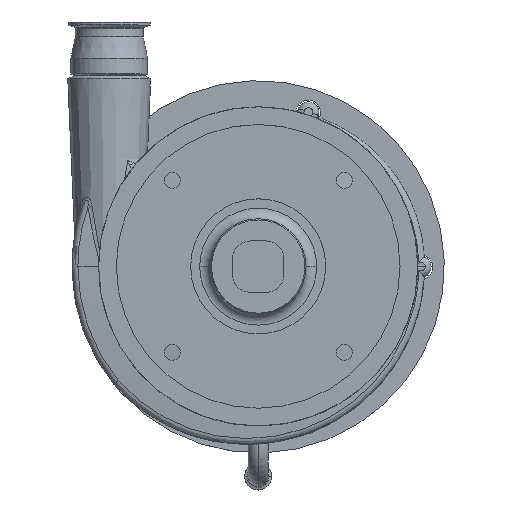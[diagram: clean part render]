
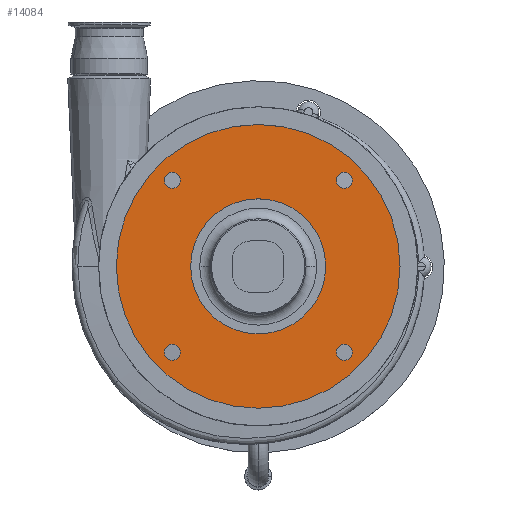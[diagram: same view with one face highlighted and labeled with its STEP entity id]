
A CAD part, top view. The second image highlights one B-rep face of the part: STEP entity #14084.
In plain terms, the highlighted planar face has unit normal (0, 0, 1).
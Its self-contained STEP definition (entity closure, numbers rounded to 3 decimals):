
#16 = CARTESIAN_POINT ( 'NONE',  ( -133.35, 0., 219.5 ) ) ;
#22 = CARTESIAN_POINT ( 'NONE',  ( 80.822, 80.822, 219.5 ) ) ;
#148 = DIRECTION ( 'NONE',  ( 1., 0., 0. ) ) ;
#227 = DIRECTION ( 'NONE',  ( 0., 0., -1. ) ) ;
#330 = DIRECTION ( 'NONE',  ( 0., 0., -1. ) ) ;
#469 = DIRECTION ( 'NONE',  ( 0., 0., -1. ) ) ;
#892 = CARTESIAN_POINT ( 'NONE',  ( -80.822, -80.822, 219.5 ) ) ;
#1183 = AXIS2_PLACEMENT_3D ( 'NONE', #14216, #469, #6891 ) ;
#1265 = DIRECTION ( 'NONE',  ( 0., 0., -1. ) ) ;
#1500 = CIRCLE ( 'NONE', #4958, 7.5 ) ;
#1574 = PLANE ( 'NONE',  #14155 ) ;
#1584 = EDGE_CURVE ( 'NONE', #5136, #5393, #5562, .T. ) ;
#1750 = FACE_BOUND ( 'NONE', #7532, .T. ) ;
#1836 = ORIENTED_EDGE ( 'NONE', *, *, #2755, .T. ) ;
#2021 = DIRECTION ( 'NONE',  ( 1., 0., 0. ) ) ;
#2181 = CARTESIAN_POINT ( 'NONE',  ( -88.322, -80.822, 219.5 ) ) ;
#2237 = ORIENTED_EDGE ( 'NONE', *, *, #11459, .T. ) ;
#2280 = CARTESIAN_POINT ( 'NONE',  ( -80.822, -80.822, 219.5 ) ) ;
#2340 = DIRECTION ( 'NONE',  ( 1., 0., 0. ) ) ;
#2362 = DIRECTION ( 'NONE',  ( 0., 0., -1. ) ) ;
#2755 = EDGE_CURVE ( 'NONE', #4744, #4990, #3200, .T. ) ;
#3089 = FACE_BOUND ( 'NONE', #13054, .T. ) ;
#3153 = EDGE_CURVE ( 'NONE', #6142, #8130, #8748, .T. ) ;
#3200 = CIRCLE ( 'NONE', #9812, 7.5 ) ;
#3242 = EDGE_CURVE ( 'NONE', #8175, #3310, #16397, .T. ) ;
#3310 = VERTEX_POINT ( 'NONE', #6113 ) ;
#3320 = DIRECTION ( 'NONE',  ( 1., 0., 0. ) ) ;
#3351 = DIRECTION ( 'NONE',  ( 0., 0., -1. ) ) ;
#3428 = ORIENTED_EDGE ( 'NONE', *, *, #4460, .T. ) ;
#3556 = CIRCLE ( 'NONE', #4870, 63.5 ) ;
#4019 = CARTESIAN_POINT ( 'NONE',  ( 80.822, 80.822, 219.5 ) ) ;
#4056 = ORIENTED_EDGE ( 'NONE', *, *, #3153, .T. ) ;
#4142 = EDGE_LOOP ( 'NONE', ( #15780, #5909 ) ) ;
#4273 = ORIENTED_EDGE ( 'NONE', *, *, #3242, .T. ) ;
#4460 = EDGE_CURVE ( 'NONE', #5393, #5136, #15966, .T. ) ;
#4578 = EDGE_CURVE ( 'NONE', #15910, #12921, #3556, .T. ) ;
#4606 = ORIENTED_EDGE ( 'NONE', *, *, #14505, .T. ) ;
#4622 = DIRECTION ( 'NONE',  ( 0., 0., -1. ) ) ;
#4737 = EDGE_CURVE ( 'NONE', #11218, #14774, #15977, .T. ) ;
#4744 = VERTEX_POINT ( 'NONE', #2181 ) ;
#4870 = AXIS2_PLACEMENT_3D ( 'NONE', #5858, #3351, #2021 ) ;
#4946 = AXIS2_PLACEMENT_3D ( 'NONE', #12868, #1265, #11231 ) ;
#4958 = AXIS2_PLACEMENT_3D ( 'NONE', #2280, #2362, #7341 ) ;
#4990 = VERTEX_POINT ( 'NONE', #14498 ) ;
#5007 = ORIENTED_EDGE ( 'NONE', *, *, #12414, .T. ) ;
#5136 = VERTEX_POINT ( 'NONE', #8471 ) ;
#5393 = VERTEX_POINT ( 'NONE', #15869 ) ;
#5453 = ORIENTED_EDGE ( 'NONE', *, *, #11663, .T. ) ;
#5516 = FACE_BOUND ( 'NONE', #9348, .T. ) ;
#5562 = CIRCLE ( 'NONE', #8191, 7.5 ) ;
#5595 = CARTESIAN_POINT ( 'NONE',  ( 0., 0., 219.5 ) ) ;
#5806 = CARTESIAN_POINT ( 'NONE',  ( 0., 0., 219.5 ) ) ;
#5858 = CARTESIAN_POINT ( 'NONE',  ( 0., 0., 219.5 ) ) ;
#5909 = ORIENTED_EDGE ( 'NONE', *, *, #4737, .T. ) ;
#6113 = CARTESIAN_POINT ( 'NONE',  ( -73.322, 80.822, 219.5 ) ) ;
#6142 = VERTEX_POINT ( 'NONE', #12198 ) ;
#6273 = CIRCLE ( 'NONE', #4946, 7.5 ) ;
#6491 = FACE_BOUND ( 'NONE', #16153, .T. ) ;
#6662 = DIRECTION ( 'NONE',  ( 0., 0., 1. ) ) ;
#6891 = DIRECTION ( 'NONE',  ( 1., 0., 0. ) ) ;
#6914 = CARTESIAN_POINT ( 'NONE',  ( 63.5, 0., 219.5 ) ) ;
#7016 = CARTESIAN_POINT ( 'NONE',  ( 133.35, 0., 219.5 ) ) ;
#7162 = ORIENTED_EDGE ( 'NONE', *, *, #1584, .T. ) ;
#7341 = DIRECTION ( 'NONE',  ( 1., 0., 0. ) ) ;
#7532 = EDGE_LOOP ( 'NONE', ( #4056, #5453 ) ) ;
#7559 = CARTESIAN_POINT ( 'NONE',  ( 0., 0., 219.5 ) ) ;
#7582 = DIRECTION ( 'NONE',  ( 1., 0., 0. ) ) ;
#7672 = CARTESIAN_POINT ( 'NONE',  ( -88.322, 80.822, 219.5 ) ) ;
#7926 = CARTESIAN_POINT ( 'NONE',  ( 80.822, -80.822, 219.5 ) ) ;
#8130 = VERTEX_POINT ( 'NONE', #13867 ) ;
#8175 = VERTEX_POINT ( 'NONE', #7672 ) ;
#8191 = AXIS2_PLACEMENT_3D ( 'NONE', #22, #15433, #11340 ) ;
#8471 = CARTESIAN_POINT ( 'NONE',  ( 88.322, 80.822, 219.5 ) ) ;
#8578 = AXIS2_PLACEMENT_3D ( 'NONE', #4019, #330, #15334 ) ;
#8641 = CIRCLE ( 'NONE', #15202, 63.5 ) ;
#8748 = CIRCLE ( 'NONE', #14551, 7.5 ) ;
#8968 = CARTESIAN_POINT ( 'NONE',  ( -63.5, 0., 219.5 ) ) ;
#9137 = CIRCLE ( 'NONE', #1183, 7.5 ) ;
#9330 = CARTESIAN_POINT ( 'NONE',  ( -80.822, 80.822, 219.5 ) ) ;
#9348 = EDGE_LOOP ( 'NONE', ( #4606, #4273 ) ) ;
#9710 = EDGE_LOOP ( 'NONE', ( #7162, #3428 ) ) ;
#9812 = AXIS2_PLACEMENT_3D ( 'NONE', #892, #14656, #3320 ) ;
#10384 = FACE_OUTER_BOUND ( 'NONE', #4142, .T. ) ;
#10594 = DIRECTION ( 'NONE',  ( 0., 0., 1. ) ) ;
#11218 = VERTEX_POINT ( 'NONE', #16 ) ;
#11231 = DIRECTION ( 'NONE',  ( 1., 0., 0. ) ) ;
#11340 = DIRECTION ( 'NONE',  ( 1., 0., 0. ) ) ;
#11384 = AXIS2_PLACEMENT_3D ( 'NONE', #9330, #4622, #14369 ) ;
#11459 = EDGE_CURVE ( 'NONE', #12921, #15910, #8641, .T. ) ;
#11663 = EDGE_CURVE ( 'NONE', #8130, #6142, #9137, .T. ) ;
#11749 = AXIS2_PLACEMENT_3D ( 'NONE', #7559, #13600, #2340 ) ;
#12198 = CARTESIAN_POINT ( 'NONE',  ( 88.322, -80.822, 219.5 ) ) ;
#12414 = EDGE_CURVE ( 'NONE', #4990, #4744, #1500, .T. ) ;
#12868 = CARTESIAN_POINT ( 'NONE',  ( -80.822, 80.822, 219.5 ) ) ;
#12921 = VERTEX_POINT ( 'NONE', #6914 ) ;
#12959 = DIRECTION ( 'NONE',  ( 1., 0., 0. ) ) ;
#13044 = DIRECTION ( 'NONE',  ( 0., 0., -1. ) ) ;
#13054 = EDGE_LOOP ( 'NONE', ( #14865, #2237 ) ) ;
#13127 = CIRCLE ( 'NONE', #14709, 133.35 ) ;
#13600 = DIRECTION ( 'NONE',  ( 0., 0., 1. ) ) ;
#13867 = CARTESIAN_POINT ( 'NONE',  ( 73.322, -80.822, 219.5 ) ) ;
#14084 = ADVANCED_FACE ( 'NONE', ( #3089, #6491, #10384, #1750, #5516, #15399 ), #1574, .T. ) ;
#14155 = AXIS2_PLACEMENT_3D ( 'NONE', #14334, #6662, #148 ) ;
#14216 = CARTESIAN_POINT ( 'NONE',  ( 80.822, -80.822, 219.5 ) ) ;
#14265 = EDGE_CURVE ( 'NONE', #14774, #11218, #13127, .T. ) ;
#14334 = CARTESIAN_POINT ( 'NONE',  ( 0., 0., 219.5 ) ) ;
#14369 = DIRECTION ( 'NONE',  ( 1., 0., 0. ) ) ;
#14498 = CARTESIAN_POINT ( 'NONE',  ( -73.322, -80.822, 219.5 ) ) ;
#14505 = EDGE_CURVE ( 'NONE', #3310, #8175, #6273, .T. ) ;
#14551 = AXIS2_PLACEMENT_3D ( 'NONE', #7926, #13044, #12959 ) ;
#14656 = DIRECTION ( 'NONE',  ( 0., 0., -1. ) ) ;
#14709 = AXIS2_PLACEMENT_3D ( 'NONE', #5806, #10594, #15437 ) ;
#14774 = VERTEX_POINT ( 'NONE', #7016 ) ;
#14865 = ORIENTED_EDGE ( 'NONE', *, *, #4578, .T. ) ;
#15202 = AXIS2_PLACEMENT_3D ( 'NONE', #5595, #227, #7582 ) ;
#15334 = DIRECTION ( 'NONE',  ( 1., 0., 0. ) ) ;
#15399 = FACE_BOUND ( 'NONE', #9710, .T. ) ;
#15433 = DIRECTION ( 'NONE',  ( 0., 0., -1. ) ) ;
#15437 = DIRECTION ( 'NONE',  ( 1., 0., 0. ) ) ;
#15780 = ORIENTED_EDGE ( 'NONE', *, *, #14265, .T. ) ;
#15869 = CARTESIAN_POINT ( 'NONE',  ( 73.322, 80.822, 219.5 ) ) ;
#15910 = VERTEX_POINT ( 'NONE', #8968 ) ;
#15966 = CIRCLE ( 'NONE', #8578, 7.5 ) ;
#15977 = CIRCLE ( 'NONE', #11749, 133.35 ) ;
#16153 = EDGE_LOOP ( 'NONE', ( #5007, #1836 ) ) ;
#16397 = CIRCLE ( 'NONE', #11384, 7.5 ) ;
